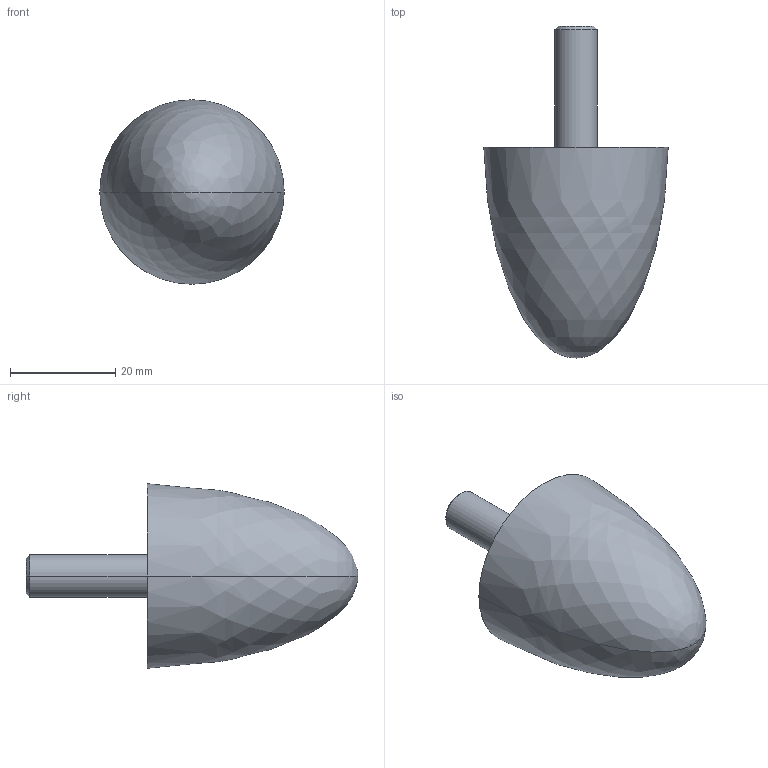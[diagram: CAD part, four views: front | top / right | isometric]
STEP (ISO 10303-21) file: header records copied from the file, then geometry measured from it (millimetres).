
FILE_DESCRIPTION(('STEP AP214'),'1');
FILE_NAME(' ',' ',('TraceParts'),('TraceParts S.A.'),'XStep 1.0',' ',' ');
FILE_SCHEMA(('automotive_design'));
Length unit declared in the file: millimetre
Products named in the file (2): 1; 2
Bounding box: 35 x 63 x 35 mm (x, y, z)
Volume: 26223.9 mm3; surface area: 7073.8 mm2
Topology: 2 solids, 2 shells, 15 faces, 28 edges, 17 vertices
Faces by surface type: cylinder 6, plane 5, revolution 2, cone 2
Entity records: 408 total; most frequent: DIRECTION 76, CARTESIAN_POINT 70, ORIENTED_EDGE 52, AXIS2_PLACEMENT_3D 33, EDGE_CURVE 26, EDGE_LOOP 17, VERTEX_POINT 17, CIRCLE 16
